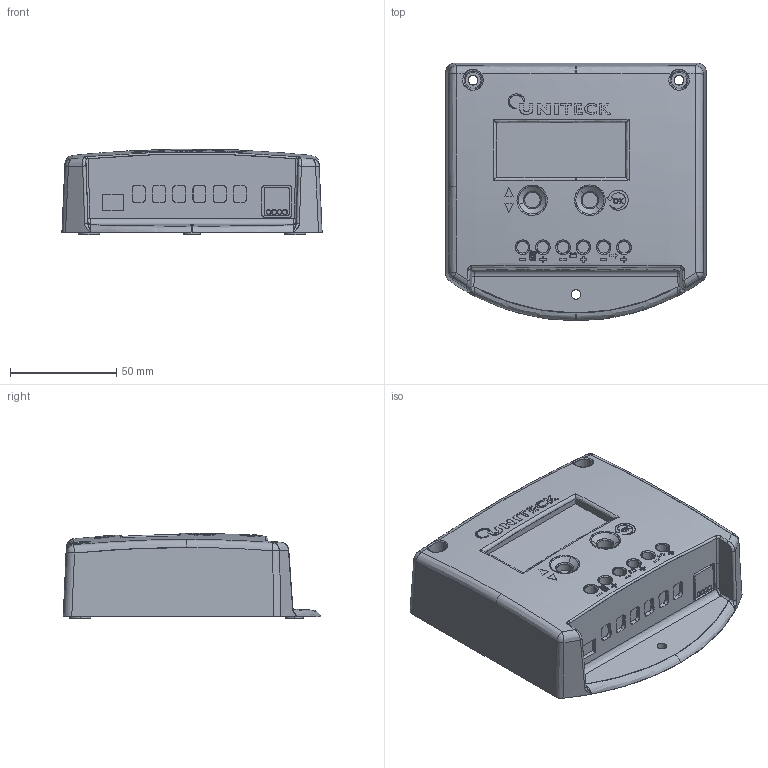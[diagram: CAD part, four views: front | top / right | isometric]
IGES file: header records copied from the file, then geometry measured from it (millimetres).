
Start section: SolidWorks IGES file using analytic representation for surfaces
Global section: file name: Unisolar 10.24 L_Shell_VISUEL.IGS; native system: SolidWorks 2021; preprocessor: SolidWorks 2021; author: be; date: 240531.094936; units: millimetre
Bounding box: 122.2 x 120.91 x 40.1 mm (x, y, z)
Surface area: 46710.9 mm2 (no closed solid volume)
Topology: 0 solids, 0 shells, 628 faces, 5786 edges, 5786 vertices
Faces by surface type: bspline 504, revolution 124
